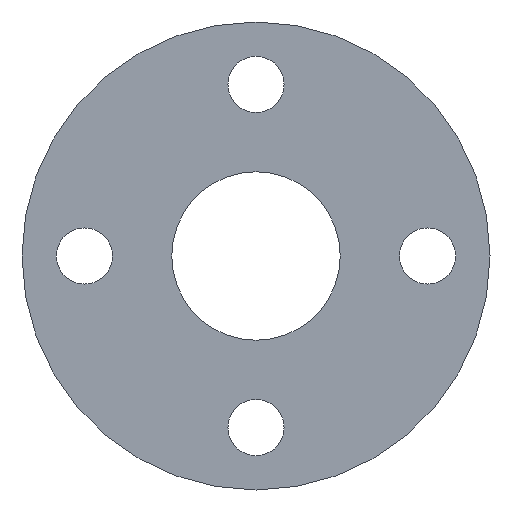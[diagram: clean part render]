
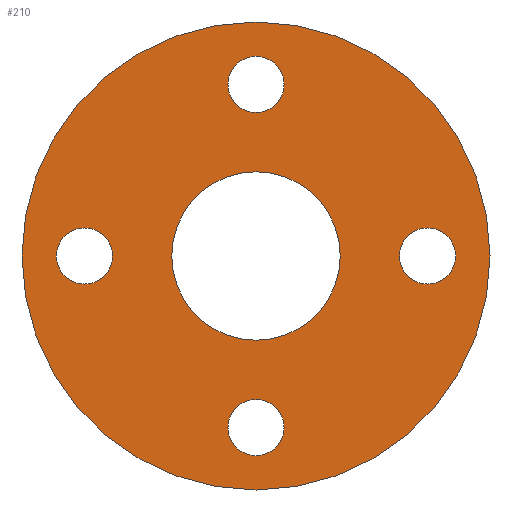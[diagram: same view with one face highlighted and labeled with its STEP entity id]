
A CAD part, front view. The second image highlights one B-rep face of the part: STEP entity #210.
In plain terms, the highlighted planar face has unit normal (0, -1, 0).
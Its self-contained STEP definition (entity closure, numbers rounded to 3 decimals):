
#1 = CARTESIAN_POINT ( 'NONE',  ( 55., 0., 0. ) ) ;
#3 = CIRCLE ( 'NONE', #339, 27. ) ;
#9 = DIRECTION ( 'NONE',  ( 0., -1., 0. ) ) ;
#11 = CARTESIAN_POINT ( 'NONE',  ( 0., 0., 75. ) ) ;
#13 = CARTESIAN_POINT ( 'NONE',  ( -55., 0., 0. ) ) ;
#18 = CARTESIAN_POINT ( 'NONE',  ( 55., 0., 9. ) ) ;
#20 = CIRCLE ( 'NONE', #188, 75. ) ;
#23 = VERTEX_POINT ( 'NONE', #51 ) ;
#35 = CIRCLE ( 'NONE', #284, 9. ) ;
#36 = CARTESIAN_POINT ( 'NONE',  ( 0., 0., 0. ) ) ;
#44 = AXIS2_PLACEMENT_3D ( 'NONE', #306, #120, #75 ) ;
#46 = VERTEX_POINT ( 'NONE', #251 ) ;
#47 = DIRECTION ( 'NONE',  ( 0., -1., 0. ) ) ;
#51 = CARTESIAN_POINT ( 'NONE',  ( 0., 0., 64. ) ) ;
#56 = CARTESIAN_POINT ( 'NONE',  ( 0., 0., 55. ) ) ;
#68 = CIRCLE ( 'NONE', #145, 9. ) ;
#69 = DIRECTION ( 'NONE',  ( 0., -1., 0. ) ) ;
#74 = EDGE_CURVE ( 'NONE', #23, #326, #169, .T. ) ;
#75 = DIRECTION ( 'NONE',  ( 0., 0., -1. ) ) ;
#76 = VERTEX_POINT ( 'NONE', #18 ) ;
#78 = DIRECTION ( 'NONE',  ( 0., 1., 0. ) ) ;
#94 = EDGE_LOOP ( 'NONE', ( #343, #322 ) ) ;
#107 = FACE_OUTER_BOUND ( 'NONE', #307, .T. ) ;
#117 = DIRECTION ( 'NONE',  ( 0., 0., -1. ) ) ;
#120 = DIRECTION ( 'NONE',  ( 0., -1., 0. ) ) ;
#127 = ORIENTED_EDGE ( 'NONE', *, *, #423, .F. ) ;
#142 = EDGE_CURVE ( 'NONE', #326, #23, #228, .T. ) ;
#145 = AXIS2_PLACEMENT_3D ( 'NONE', #13, #471, #117 ) ;
#146 = AXIS2_PLACEMENT_3D ( 'NONE', #330, #9, #290 ) ;
#153 = FACE_BOUND ( 'NONE', #215, .T. ) ;
#154 = EDGE_CURVE ( 'NONE', #263, #452, #68, .T. ) ;
#159 = EDGE_LOOP ( 'NONE', ( #356, #346 ) ) ;
#162 = CIRCLE ( 'NONE', #386, 9. ) ;
#169 = CIRCLE ( 'NONE', #312, 9. ) ;
#170 = CARTESIAN_POINT ( 'NONE',  ( 0., 0., 0. ) ) ;
#177 = CARTESIAN_POINT ( 'NONE',  ( 0., 0., -55. ) ) ;
#186 = DIRECTION ( 'NONE',  ( 0., -1., 0. ) ) ;
#188 = AXIS2_PLACEMENT_3D ( 'NONE', #201, #383, #242 ) ;
#191 = EDGE_CURVE ( 'NONE', #503, #449, #20, .T. ) ;
#195 = DIRECTION ( 'NONE',  ( 0., -1., 0. ) ) ;
#198 = FACE_BOUND ( 'NONE', #532, .T. ) ;
#201 = CARTESIAN_POINT ( 'NONE',  ( 0., 0., 0. ) ) ;
#207 = CARTESIAN_POINT ( 'NONE',  ( 55., 0., -9. ) ) ;
#208 = ORIENTED_EDGE ( 'NONE', *, *, #421, .F. ) ;
#210 = ADVANCED_FACE ( 'NONE', ( #198, #381, #563, #153, #516, #107 ), #425, .T. ) ;
#215 = EDGE_LOOP ( 'NONE', ( #353, #281 ) ) ;
#219 = DIRECTION ( 'NONE',  ( 0., 0., 1. ) ) ;
#228 = CIRCLE ( 'NONE', #146, 9. ) ;
#230 = CARTESIAN_POINT ( 'NONE',  ( 0., 0., 27. ) ) ;
#234 = EDGE_CURVE ( 'NONE', #449, #503, #455, .T. ) ;
#242 = DIRECTION ( 'NONE',  ( 0., 0., 1. ) ) ;
#246 = EDGE_CURVE ( 'NONE', #452, #263, #447, .T. ) ;
#251 = CARTESIAN_POINT ( 'NONE',  ( 0., 0., -27. ) ) ;
#256 = AXIS2_PLACEMENT_3D ( 'NONE', #170, #78, #219 ) ;
#261 = ORIENTED_EDGE ( 'NONE', *, *, #191, .F. ) ;
#262 = CARTESIAN_POINT ( 'NONE',  ( 0., 0., 0. ) ) ;
#263 = VERTEX_POINT ( 'NONE', #345 ) ;
#267 = AXIS2_PLACEMENT_3D ( 'NONE', #310, #69, #542 ) ;
#274 = EDGE_CURVE ( 'NONE', #478, #388, #555, .T. ) ;
#275 = CARTESIAN_POINT ( 'NONE',  ( 0., 0., -46. ) ) ;
#278 = DIRECTION ( 'NONE',  ( 0., -1., 0. ) ) ;
#281 = ORIENTED_EDGE ( 'NONE', *, *, #274, .F. ) ;
#284 = AXIS2_PLACEMENT_3D ( 'NONE', #177, #278, #507 ) ;
#286 = DIRECTION ( 'NONE',  ( 0., -1., 0. ) ) ;
#290 = DIRECTION ( 'NONE',  ( 0., 0., -1. ) ) ;
#299 = EDGE_CURVE ( 'NONE', #394, #46, #590, .T. ) ;
#306 = CARTESIAN_POINT ( 'NONE',  ( 0., 0., -55. ) ) ;
#307 = EDGE_LOOP ( 'NONE', ( #429, #261 ) ) ;
#310 = CARTESIAN_POINT ( 'NONE',  ( -55., 0., 0. ) ) ;
#312 = AXIS2_PLACEMENT_3D ( 'NONE', #56, #286, #375 ) ;
#314 = VERTEX_POINT ( 'NONE', #207 ) ;
#319 = CARTESIAN_POINT ( 'NONE',  ( 0., 0., 75. ) ) ;
#321 = CARTESIAN_POINT ( 'NONE',  ( 55., 0., 0. ) ) ;
#322 = ORIENTED_EDGE ( 'NONE', *, *, #154, .F. ) ;
#326 = VERTEX_POINT ( 'NONE', #494 ) ;
#330 = CARTESIAN_POINT ( 'NONE',  ( 0., 0., 55. ) ) ;
#339 = AXIS2_PLACEMENT_3D ( 'NONE', #262, #485, #527 ) ;
#343 = ORIENTED_EDGE ( 'NONE', *, *, #246, .F. ) ;
#345 = CARTESIAN_POINT ( 'NONE',  ( -55., 0., 9. ) ) ;
#346 = ORIENTED_EDGE ( 'NONE', *, *, #74, .F. ) ;
#348 = DIRECTION ( 'NONE',  ( 0., 1., 0. ) ) ;
#353 = ORIENTED_EDGE ( 'NONE', *, *, #488, .F. ) ;
#356 = ORIENTED_EDGE ( 'NONE', *, *, #142, .F. ) ;
#358 = CARTESIAN_POINT ( 'NONE',  ( 0., 0., -75. ) ) ;
#359 = EDGE_CURVE ( 'NONE', #46, #394, #3, .T. ) ;
#363 = DIRECTION ( 'NONE',  ( 0., 0., -1. ) ) ;
#375 = DIRECTION ( 'NONE',  ( 0., 0., -1. ) ) ;
#379 = DIRECTION ( 'NONE',  ( 0., 0., -1. ) ) ;
#381 = FACE_BOUND ( 'NONE', #159, .T. ) ;
#383 = DIRECTION ( 'NONE',  ( 0., 1., 0. ) ) ;
#386 = AXIS2_PLACEMENT_3D ( 'NONE', #321, #47, #551 ) ;
#388 = VERTEX_POINT ( 'NONE', #576 ) ;
#394 = VERTEX_POINT ( 'NONE', #230 ) ;
#398 = ORIENTED_EDGE ( 'NONE', *, *, #359, .T. ) ;
#406 = AXIS2_PLACEMENT_3D ( 'NONE', #36, #348, #534 ) ;
#421 = EDGE_CURVE ( 'NONE', #76, #314, #162, .T. ) ;
#423 = EDGE_CURVE ( 'NONE', #314, #76, #467, .T. ) ;
#425 = PLANE ( 'NONE',  #474 ) ;
#429 = ORIENTED_EDGE ( 'NONE', *, *, #234, .F. ) ;
#440 = EDGE_LOOP ( 'NONE', ( #528, #398 ) ) ;
#447 = CIRCLE ( 'NONE', #267, 9. ) ;
#449 = VERTEX_POINT ( 'NONE', #319 ) ;
#452 = VERTEX_POINT ( 'NONE', #502 ) ;
#455 = CIRCLE ( 'NONE', #256, 75. ) ;
#467 = CIRCLE ( 'NONE', #547, 9. ) ;
#471 = DIRECTION ( 'NONE',  ( 0., -1., 0. ) ) ;
#474 = AXIS2_PLACEMENT_3D ( 'NONE', #11, #195, #379 ) ;
#478 = VERTEX_POINT ( 'NONE', #275 ) ;
#485 = DIRECTION ( 'NONE',  ( 0., 1., 0. ) ) ;
#488 = EDGE_CURVE ( 'NONE', #388, #478, #35, .T. ) ;
#494 = CARTESIAN_POINT ( 'NONE',  ( 0., 0., 46. ) ) ;
#502 = CARTESIAN_POINT ( 'NONE',  ( -55., 0., -9. ) ) ;
#503 = VERTEX_POINT ( 'NONE', #358 ) ;
#507 = DIRECTION ( 'NONE',  ( 0., 0., -1. ) ) ;
#516 = FACE_BOUND ( 'NONE', #440, .T. ) ;
#527 = DIRECTION ( 'NONE',  ( 0., 0., 1. ) ) ;
#528 = ORIENTED_EDGE ( 'NONE', *, *, #299, .T. ) ;
#532 = EDGE_LOOP ( 'NONE', ( #127, #208 ) ) ;
#534 = DIRECTION ( 'NONE',  ( 0., 0., 1. ) ) ;
#542 = DIRECTION ( 'NONE',  ( 0., 0., -1. ) ) ;
#547 = AXIS2_PLACEMENT_3D ( 'NONE', #1, #186, #363 ) ;
#551 = DIRECTION ( 'NONE',  ( 0., 0., -1. ) ) ;
#555 = CIRCLE ( 'NONE', #44, 9. ) ;
#563 = FACE_BOUND ( 'NONE', #94, .T. ) ;
#576 = CARTESIAN_POINT ( 'NONE',  ( 0., 0., -64. ) ) ;
#590 = CIRCLE ( 'NONE', #406, 27. ) ;
